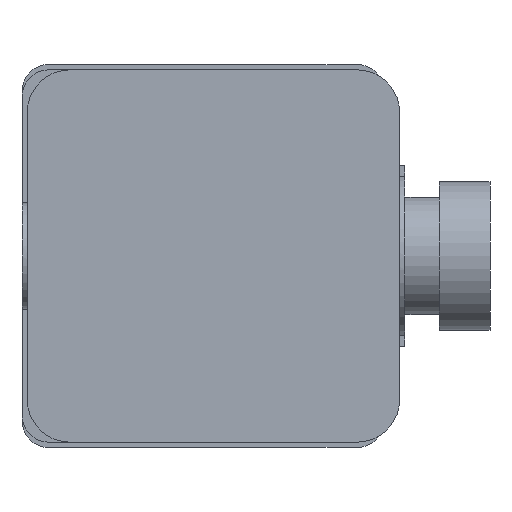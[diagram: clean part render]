
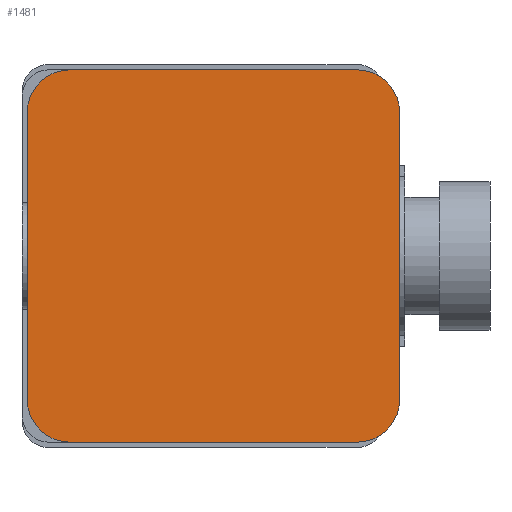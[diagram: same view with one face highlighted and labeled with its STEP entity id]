
A CAD part, front view. The second image highlights one B-rep face of the part: STEP entity #1481.
In plain terms, the highlighted planar face has unit normal (0, -1, 0).
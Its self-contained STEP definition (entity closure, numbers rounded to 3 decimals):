
#8 = AXIS2_PLACEMENT_3D ( 'NONE', #461, #1349, #2228 ) ;
#54 = VECTOR ( 'NONE', #2044, 1000. ) ;
#62 = ORIENTED_EDGE ( 'NONE', *, *, #1521, .T. ) ;
#166 = CARTESIAN_POINT ( 'NONE',  ( 0., -56.5, 0. ) ) ;
#175 = CIRCLE ( 'NONE', #2351, 8. ) ;
#271 = VERTEX_POINT ( 'NONE', #1627 ) ;
#283 = DIRECTION ( 'NONE',  ( 0., -1., 0. ) ) ;
#300 = LINE ( 'NONE', #1601, #54 ) ;
#319 = CARTESIAN_POINT ( 'NONE',  ( 37., -56.5, 27. ) ) ;
#354 = LINE ( 'NONE', #1701, #712 ) ;
#374 = DIRECTION ( 'NONE',  ( 0., 1., 0. ) ) ;
#447 = AXIS2_PLACEMENT_3D ( 'NONE', #1502, #837, #2817 ) ;
#461 = CARTESIAN_POINT ( 'NONE',  ( -25., -56.5, -27. ) ) ;
#559 = DIRECTION ( 'NONE',  ( 1., 0., 0. ) ) ;
#580 = VERTEX_POINT ( 'NONE', #1732 ) ;
#620 = EDGE_CURVE ( 'NONE', #1881, #580, #1415, .T. ) ;
#627 = ORIENTED_EDGE ( 'NONE', *, *, #1994, .T. ) ;
#672 = CARTESIAN_POINT ( 'NONE',  ( -33., -56.5, 27. ) ) ;
#684 = ORIENTED_EDGE ( 'NONE', *, *, #2815, .T. ) ;
#712 = VECTOR ( 'NONE', #1466, 1000. ) ;
#720 = VERTEX_POINT ( 'NONE', #1168 ) ;
#752 = ORIENTED_EDGE ( 'NONE', *, *, #1838, .T. ) ;
#782 = CARTESIAN_POINT ( 'NONE',  ( -25., -56.5, 35. ) ) ;
#785 = AXIS2_PLACEMENT_3D ( 'NONE', #166, #374, #2356 ) ;
#837 = DIRECTION ( 'NONE',  ( 0., -1., 0. ) ) ;
#840 = EDGE_CURVE ( 'NONE', #720, #1746, #354, .T. ) ;
#879 = VERTEX_POINT ( 'NONE', #672 ) ;
#999 = VECTOR ( 'NONE', #559, 1000. ) ;
#1048 = LINE ( 'NONE', #2543, #999 ) ;
#1080 = ORIENTED_EDGE ( 'NONE', *, *, #840, .T. ) ;
#1168 = CARTESIAN_POINT ( 'NONE',  ( 29., -56.5, 35. ) ) ;
#1244 = EDGE_CURVE ( 'NONE', #879, #1881, #1699, .T. ) ;
#1250 = CARTESIAN_POINT ( 'NONE',  ( -25., -56.5, 27. ) ) ;
#1349 = DIRECTION ( 'NONE',  ( 0., -1., 0. ) ) ;
#1353 = ORIENTED_EDGE ( 'NONE', *, *, #620, .T. ) ;
#1415 = CIRCLE ( 'NONE', #8, 8. ) ;
#1466 = DIRECTION ( 'NONE',  ( -1., 0., 0. ) ) ;
#1481 = ADVANCED_FACE ( 'NONE', ( #2574 ), #1708, .F. ) ;
#1502 = CARTESIAN_POINT ( 'NONE',  ( 29., -56.5, 27. ) ) ;
#1521 = EDGE_CURVE ( 'NONE', #2722, #720, #2770, .T. ) ;
#1601 = CARTESIAN_POINT ( 'NONE',  ( 37., -56.5, 27. ) ) ;
#1627 = CARTESIAN_POINT ( 'NONE',  ( 37., -56.5, -27. ) ) ;
#1699 = LINE ( 'NONE', #2123, #1783 ) ;
#1701 = CARTESIAN_POINT ( 'NONE',  ( 29., -56.5, 35. ) ) ;
#1708 = PLANE ( 'NONE',  #785 ) ;
#1732 = CARTESIAN_POINT ( 'NONE',  ( -25., -56.5, -35. ) ) ;
#1746 = VERTEX_POINT ( 'NONE', #782 ) ;
#1783 = VECTOR ( 'NONE', #1895, 1000. ) ;
#1821 = EDGE_LOOP ( 'NONE', ( #62, #1080, #752, #2523, #1353, #684, #2039, #627 ) ) ;
#1838 = EDGE_CURVE ( 'NONE', #1746, #879, #175, .T. ) ;
#1881 = VERTEX_POINT ( 'NONE', #2402 ) ;
#1895 = DIRECTION ( 'NONE',  ( 0., 0., -1. ) ) ;
#1994 = EDGE_CURVE ( 'NONE', #271, #2722, #300, .T. ) ;
#2036 = EDGE_CURVE ( 'NONE', #2714, #271, #2648, .T. ) ;
#2039 = ORIENTED_EDGE ( 'NONE', *, *, #2036, .T. ) ;
#2044 = DIRECTION ( 'NONE',  ( 0., 0., 1. ) ) ;
#2121 = DIRECTION ( 'NONE',  ( 0., -1., 0. ) ) ;
#2123 = CARTESIAN_POINT ( 'NONE',  ( -33., -56.5, 27. ) ) ;
#2184 = AXIS2_PLACEMENT_3D ( 'NONE', #2268, #283, #2719 ) ;
#2228 = DIRECTION ( 'NONE',  ( 0., 0., -1. ) ) ;
#2268 = CARTESIAN_POINT ( 'NONE',  ( 29., -56.5, -27. ) ) ;
#2351 = AXIS2_PLACEMENT_3D ( 'NONE', #1250, #2121, #2789 ) ;
#2356 = DIRECTION ( 'NONE',  ( 0., 0., 1. ) ) ;
#2402 = CARTESIAN_POINT ( 'NONE',  ( -33., -56.5, -27. ) ) ;
#2523 = ORIENTED_EDGE ( 'NONE', *, *, #1244, .T. ) ;
#2543 = CARTESIAN_POINT ( 'NONE',  ( 29., -56.5, -35. ) ) ;
#2574 = FACE_OUTER_BOUND ( 'NONE', #1821, .T. ) ;
#2648 = CIRCLE ( 'NONE', #2184, 8. ) ;
#2714 = VERTEX_POINT ( 'NONE', #2740 ) ;
#2719 = DIRECTION ( 'NONE',  ( 0., 0., 1. ) ) ;
#2722 = VERTEX_POINT ( 'NONE', #319 ) ;
#2740 = CARTESIAN_POINT ( 'NONE',  ( 29., -56.5, -35. ) ) ;
#2770 = CIRCLE ( 'NONE', #447, 8. ) ;
#2789 = DIRECTION ( 'NONE',  ( 0., 0., 1. ) ) ;
#2815 = EDGE_CURVE ( 'NONE', #580, #2714, #1048, .T. ) ;
#2817 = DIRECTION ( 'NONE',  ( 0., 0., -1. ) ) ;
